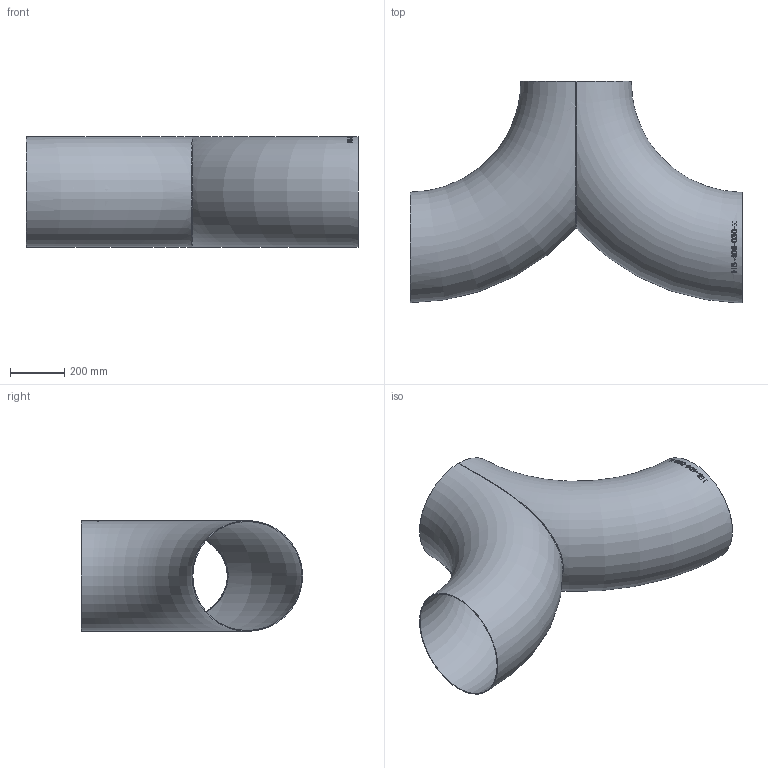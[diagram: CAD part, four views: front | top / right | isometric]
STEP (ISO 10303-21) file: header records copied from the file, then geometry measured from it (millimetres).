
FILE_DESCRIPTION (( 'STEP AP214' ), '1' );
FILE_NAME ('HB-406-030-x Hosenbogen 1909.STEP', '2019-09-18T10:07:10', ( '' ), ( '' ), 'SwSTEP 2.0', 'SolidWorks 2016', '' );
FILE_SCHEMA (( 'AUTOMOTIVE_DESIGN' ));
Length unit declared in the file: millimetre
Products named in the file (1): HB-406-030-x Hosenbogen 1909
Bounding box: 1220 x 813.2 x 406.44 mm (x, y, z)
Volume: 5659947.5 mm3; surface area: 3781642.7 mm2
Topology: 1 solids, 1 shells, 184 faces, 490 edges, 322 vertices
Faces by surface type: bspline 88, plane 73, torus 23
Entity records: 14963 total; most frequent: CARTESIAN_POINT 9391, ORIENTED_EDGE 960, EDGE_CURVE 480, DIRECTION 366, VERTEX_POINT 320, B_SPLINE_CURVE_WITH_KNOTS 316, EDGE_LOOP 210, FACE_OUTER_BOUND 188
